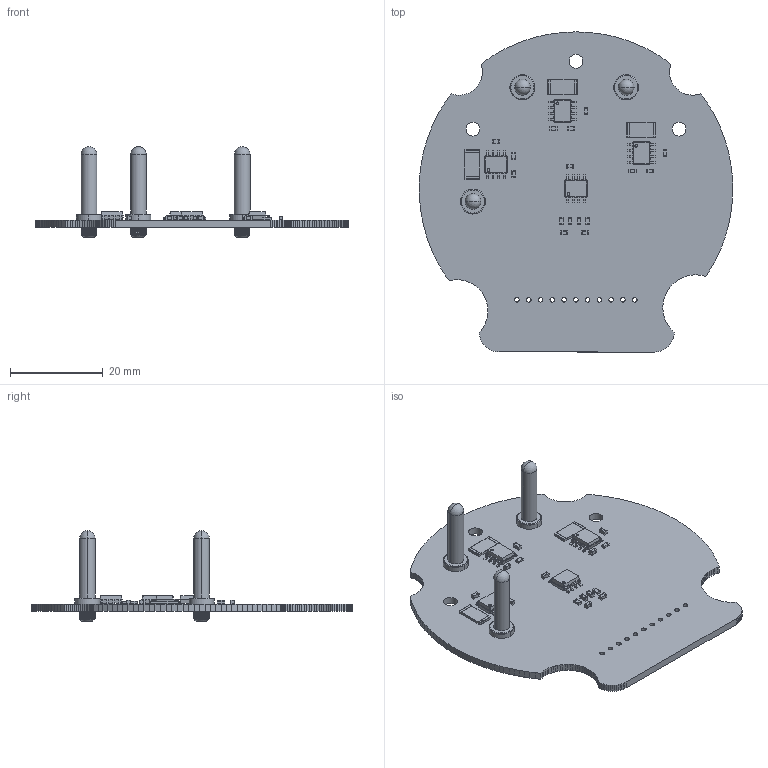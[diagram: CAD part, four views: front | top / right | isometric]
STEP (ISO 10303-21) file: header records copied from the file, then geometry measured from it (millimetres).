
FILE_DESCRIPTION(('KiCad electronic assembly'),'2;1');
FILE_NAME('_____ ________.step','2023-11-29T21:46:30',('Pcbnew'),( 'Kicad'),'Open CASCADE STEP processor 7.6','KiCad to STEP converter' ,'Unknown');
FILE_SCHEMA(('AUTOMOTIVE_DESIGN { 1 0 10303 214 1 1 1 1 }'));
Length unit declared in the file: millimetre
Products named in the file (12): _____ ________ 1; R_2512_6332Metric; SOLID; C_0603_1608Metric; R_0603_1608Metric; 2032630234; COMPOUND; SOIC-8_3.9x4.9mm_P1.27mm; PCB
Assembly tree (32 placements, depth 3):
  _____ ________ 1
    R_2512_6332Metric  x3
      SOLID
    C_0603_1608Metric  x11
      SOLID
    R_0603_1608Metric  x5
      SOLID
    2032630234  x3
      COMPOUND
    SOIC-8_3.9x4.9mm_P1.27mm  x4
      SOLID
    PCB
Bounding box: 67.62 x 69.04 x 19.5 mm (x, y, z)
Volume: 6358.8 mm3; surface area: 8971 mm2
Topology: 27 solids, 27 shells, 1784 faces, 4826 edges, 3128 vertices
Faces by surface type: plane 1107, cylinder 513, bspline 128, torus 24, cone 6, sphere 6
Full cylindrical faces by diameter (mm): 0.6 x4, 1 x11, 3 x3, 3.4 x3
Entity records: 48854 total; most frequent: CARTESIAN_POINT 11652, DIRECTION 6422, LINE 4524, VECTOR 4524, ORIENTED_EDGE 3572, PCURVE 3572, DEFINITIONAL_REPRESENTATION 3572, EDGE_CURVE 1786
